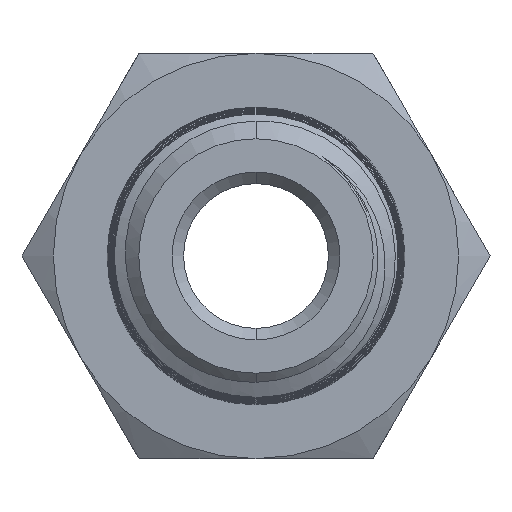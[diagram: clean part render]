
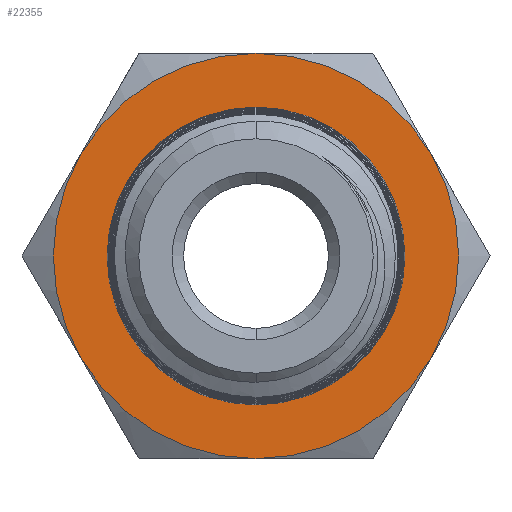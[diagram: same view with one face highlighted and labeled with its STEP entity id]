
A CAD part, front view. The second image highlights one B-rep face of the part: STEP entity #22355.
In plain terms, the highlighted planar face has unit normal (0, -1, 0).
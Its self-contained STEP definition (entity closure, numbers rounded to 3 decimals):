
#351 = EDGE_CURVE ( 'NONE', #11304, #29322, #41762, .T. ) ;
#1535 = CIRCLE ( 'NONE', #40492, 5.145 ) ;
#2098 = VERTEX_POINT ( 'NONE', #33130 ) ;
#2279 = DIRECTION ( 'NONE',  ( 0., 0., 1. ) ) ;
#3430 = DIRECTION ( 'NONE',  ( 0., 1., 0. ) ) ;
#4488 = EDGE_LOOP ( 'NONE', ( #37020, #41674, #12688, #7064, #41182, #13773 ) ) ;
#5244 = DIRECTION ( 'NONE',  ( 0., 1., 0. ) ) ;
#5369 = CARTESIAN_POINT ( 'NONE',  ( 0., 0., 0. ) ) ;
#5642 = CARTESIAN_POINT ( 'NONE',  ( 0., 0., 7. ) ) ;
#5845 = EDGE_LOOP ( 'NONE', ( #12196, #38073 ) ) ;
#6020 = CARTESIAN_POINT ( 'NONE',  ( 0., 0., 0. ) ) ;
#6779 = CARTESIAN_POINT ( 'NONE',  ( 0., 0., 0. ) ) ;
#7064 = ORIENTED_EDGE ( 'NONE', *, *, #39813, .F. ) ;
#7319 = EDGE_CURVE ( 'NONE', #29322, #33551, #41640, .T. ) ;
#8934 = CARTESIAN_POINT ( 'NONE',  ( 0., 0., 0. ) ) ;
#9346 = DIRECTION ( 'NONE',  ( 0., 0., 1. ) ) ;
#9352 = VERTEX_POINT ( 'NONE', #38954 ) ;
#9470 = EDGE_CURVE ( 'NONE', #2098, #13258, #1535, .T. ) ;
#9659 = AXIS2_PLACEMENT_3D ( 'NONE', #23191, #3430, #26514 ) ;
#10104 = DIRECTION ( 'NONE',  ( 0., 0., 1. ) ) ;
#11304 = VERTEX_POINT ( 'NONE', #5642 ) ;
#12027 = EDGE_CURVE ( 'NONE', #13258, #2098, #18009, .T. ) ;
#12196 = ORIENTED_EDGE ( 'NONE', *, *, #12027, .F. ) ;
#12346 = VERTEX_POINT ( 'NONE', #20623 ) ;
#12688 = ORIENTED_EDGE ( 'NONE', *, *, #351, .F. ) ;
#13000 = CARTESIAN_POINT ( 'NONE',  ( 0., 0., 0. ) ) ;
#13258 = VERTEX_POINT ( 'NONE', #22155 ) ;
#13773 = ORIENTED_EDGE ( 'NONE', *, *, #16574, .F. ) ;
#15680 = PLANE ( 'NONE',  #16572 ) ;
#16110 = CARTESIAN_POINT ( 'NONE',  ( 0., 0., 0. ) ) ;
#16303 = DIRECTION ( 'NONE',  ( 0., 0., 1. ) ) ;
#16570 = CIRCLE ( 'NONE', #21002, 7. ) ;
#16572 = AXIS2_PLACEMENT_3D ( 'NONE', #8934, #42126, #22307 ) ;
#16574 = EDGE_CURVE ( 'NONE', #9352, #37698, #42449, .T. ) ;
#16606 = AXIS2_PLACEMENT_3D ( 'NONE', #24996, #5244, #28322 ) ;
#17454 = CIRCLE ( 'NONE', #9659, 7. ) ;
#18009 = CIRCLE ( 'NONE', #19108, 5.145 ) ;
#19108 = AXIS2_PLACEMENT_3D ( 'NONE', #6779, #29872, #10104 ) ;
#19413 = DIRECTION ( 'NONE',  ( 0., 0., 1. ) ) ;
#20623 = CARTESIAN_POINT ( 'NONE',  ( -6.062, 0., 3.5 ) ) ;
#21002 = AXIS2_PLACEMENT_3D ( 'NONE', #6020, #29107, #9346 ) ;
#21789 = DIRECTION ( 'NONE',  ( 0., 0., 1. ) ) ;
#22027 = DIRECTION ( 'NONE',  ( 0., 1., 0. ) ) ;
#22155 = CARTESIAN_POINT ( 'NONE',  ( 0., 0., 5.145 ) ) ;
#22307 = DIRECTION ( 'NONE',  ( 0., 0., 1. ) ) ;
#22355 = ADVANCED_FACE ( 'NONE', ( #40898, #33133 ), #15680, .F. ) ;
#22411 = EDGE_CURVE ( 'NONE', #33551, #9352, #16570, .T. ) ;
#23191 = CARTESIAN_POINT ( 'NONE',  ( 0., 0., 0. ) ) ;
#24996 = CARTESIAN_POINT ( 'NONE',  ( 0., 0., 0. ) ) ;
#25653 = CIRCLE ( 'NONE', #16606, 7. ) ;
#26514 = DIRECTION ( 'NONE',  ( 0., 0., 1. ) ) ;
#27376 = CARTESIAN_POINT ( 'NONE',  ( -6.062, 0., -3.5 ) ) ;
#28322 = DIRECTION ( 'NONE',  ( 0., 0., 1. ) ) ;
#28801 = AXIS2_PLACEMENT_3D ( 'NONE', #13000, #36110, #16303 ) ;
#29107 = DIRECTION ( 'NONE',  ( 0., 1., 0. ) ) ;
#29322 = VERTEX_POINT ( 'NONE', #38000 ) ;
#29872 = DIRECTION ( 'NONE',  ( 0., -1., 0. ) ) ;
#31503 = DIRECTION ( 'NONE',  ( 0., 1., 0. ) ) ;
#33130 = CARTESIAN_POINT ( 'NONE',  ( 0., 0., -5.145 ) ) ;
#33133 = FACE_OUTER_BOUND ( 'NONE', #4488, .T. ) ;
#33551 = VERTEX_POINT ( 'NONE', #34394 ) ;
#34394 = CARTESIAN_POINT ( 'NONE',  ( 6.062, 0., -3.5 ) ) ;
#34591 = EDGE_CURVE ( 'NONE', #37698, #12346, #17454, .T. ) ;
#36110 = DIRECTION ( 'NONE',  ( 0., 1., 0. ) ) ;
#37020 = ORIENTED_EDGE ( 'NONE', *, *, #22411, .F. ) ;
#37635 = AXIS2_PLACEMENT_3D ( 'NONE', #5369, #31503, #21789 ) ;
#37698 = VERTEX_POINT ( 'NONE', #27376 ) ;
#38000 = CARTESIAN_POINT ( 'NONE',  ( 6.062, 0., 3.5 ) ) ;
#38006 = AXIS2_PLACEMENT_3D ( 'NONE', #41860, #22027, #2279 ) ;
#38073 = ORIENTED_EDGE ( 'NONE', *, *, #9470, .F. ) ;
#38954 = CARTESIAN_POINT ( 'NONE',  ( 0., 0., -7. ) ) ;
#39226 = DIRECTION ( 'NONE',  ( 0., -1., 0. ) ) ;
#39813 = EDGE_CURVE ( 'NONE', #12346, #11304, #25653, .T. ) ;
#40492 = AXIS2_PLACEMENT_3D ( 'NONE', #16110, #39226, #19413 ) ;
#40898 = FACE_BOUND ( 'NONE', #5845, .T. ) ;
#41182 = ORIENTED_EDGE ( 'NONE', *, *, #34591, .F. ) ;
#41640 = CIRCLE ( 'NONE', #28801, 7. ) ;
#41674 = ORIENTED_EDGE ( 'NONE', *, *, #7319, .F. ) ;
#41762 = CIRCLE ( 'NONE', #37635, 7. ) ;
#41860 = CARTESIAN_POINT ( 'NONE',  ( 0., 0., 0. ) ) ;
#42126 = DIRECTION ( 'NONE',  ( 0., 1., 0. ) ) ;
#42449 = CIRCLE ( 'NONE', #38006, 7. ) ;
